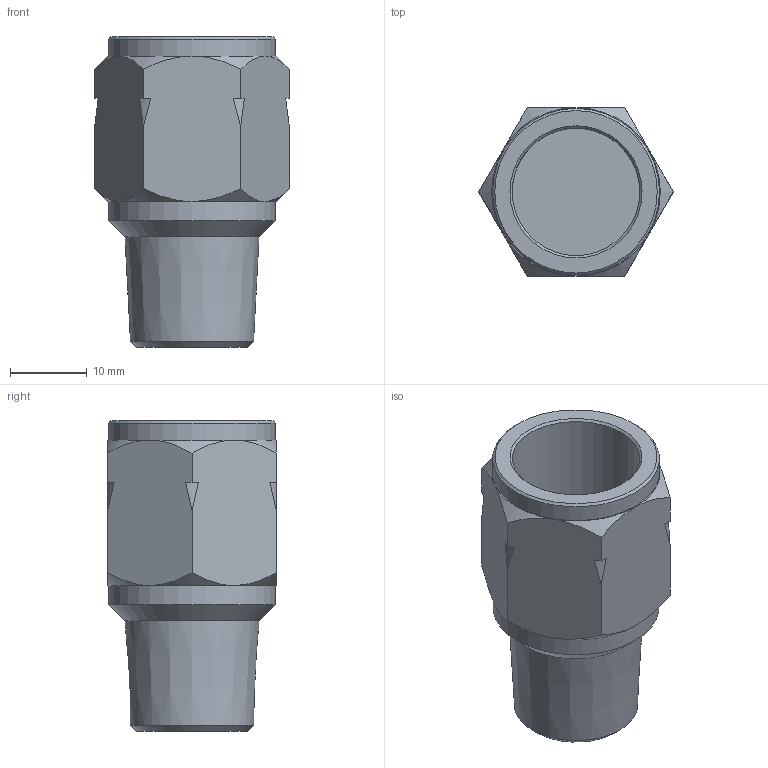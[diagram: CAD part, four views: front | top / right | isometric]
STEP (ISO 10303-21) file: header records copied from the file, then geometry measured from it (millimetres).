
FILE_DESCRIPTION(/* description */ (''),/* implementation_level */ '2;1');
FILE_NAME(/* name */ 'ruck_38_ia_msv.stp',/* time_stamp */ '2018-11-29T09:41:23+01:00',/* author */ ('leitheußer'),/* organization */ (''),/* preprocessor_version */ 'ST-DEVELOPER v15.6',/* originating_system */ 'Autodesk Inventor LT ',/* authorisation */ '');
FILE_SCHEMA (('AUTOMOTIVE_DESIGN { 1 0 10303 214 3 1 1 }'));
Length unit declared in the file: millimetre
Products named in the file (1): FARBO-VUP3
Bounding box: 25.4 x 22 x 40.5 mm (x, y, z)
Volume: 9214.2 mm3; surface area: 4428.7 mm2
Topology: 1 solids, 1 shells, 56 faces, 134 edges, 84 vertices
Faces by surface type: plane 26, cone 23, cylinder 7
Full cylindrical faces by diameter (mm): 16.662 x1, 21.7 x1, 21.8 x1
Entity records: 1553 total; most frequent: CARTESIAN_POINT 337, ORIENTED_EDGE 250, DIRECTION 240, EDGE_CURVE 125, AXIS2_PLACEMENT_3D 94, VERTEX_POINT 83, EDGE_LOOP 68, FACE_OUTER_BOUND 56
